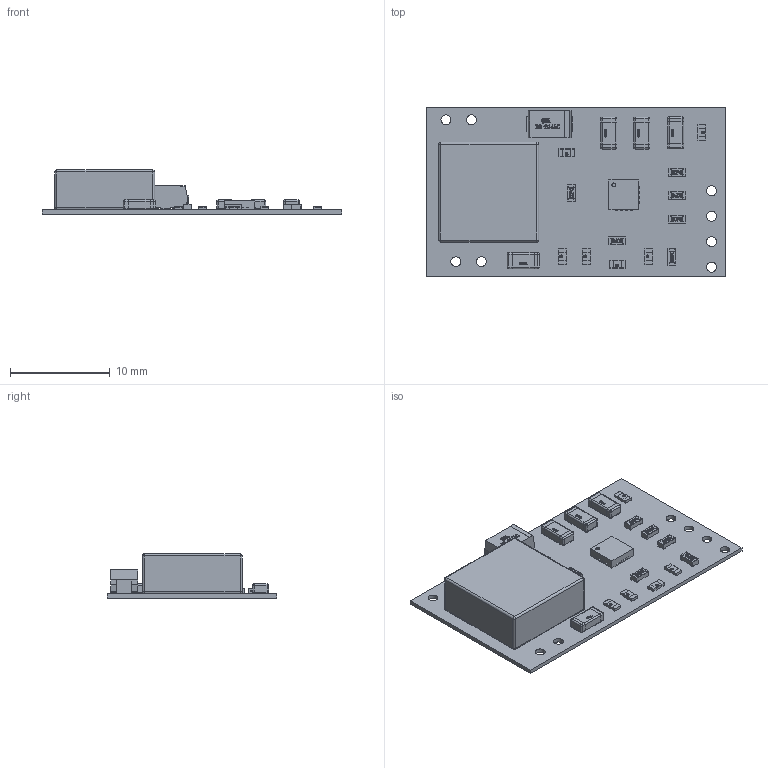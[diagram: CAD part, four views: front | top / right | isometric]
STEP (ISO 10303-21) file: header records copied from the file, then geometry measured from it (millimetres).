
FILE_DESCRIPTION(/* description */ (''),/* implementation_level */ '2;1');
FILE_NAME(/* name */ 'power_module_V20220118 v2.step',/* time_stamp */ '2022-05-13T17:58:21+08:00',/* author */ (''),/* organization */ (''),/* preprocessor_version */ 'ST-DEVELOPER v18.1',/* originating_system */ 'Autodesk Translation Framework v10.14.0.1471',/* authorisation */ '');
FILE_SCHEMA (('AUTOMOTIVE_DESIGN { 1 0 10303 214 3 1 1 }'));
Length unit declared in the file: millimetre
Products named in the file (46): power_module_V20220118; power_module_V20220118.step; C1.step; C2.step; C3.step; C4.step; C5.step; C6.step; C1206.step; C7.step; C8.step; C9.step; C10.step; User_Library-0603_SMD_Capacitor.step; D1.step; DO-214AC.step; R1.step; R2.step; R3.step; R4.step; R5.step; R6.step; User_Library-RES_1609-0603.step; TPS1.step; QFN-16_3x3.step; User_Library-QFN-16_3x3_1.step; User_Library-QFN-16_3x3_2.step; User_Library-QFN-16_3x3_3.step; User_Library-QFN-16_3x3_4.step; User_Library-QFN-16_3x3_5.step; User_Library-QFN-16_3x3_6.step; User_Library-QFN-16_3x3_7.step; User_Library-QFN-16_3x3_8.step; User_Library-QFN-16_3x3_9.step; User_Library-QFN-16_3x3_10.step; User_Library-QFN-16_3x3_11.step; User_Library-QFN-16_3x3_12.step; User_Library-QFN-16_3x3_13.step; User_Library-QFN-16_3x3_14.step; User_Library-QFN-16_3x3_15.step ...
Assembly tree (58 placements, depth 5):
  power_module_V20220118
    power_module_V20220118.step
      C1.step
        User_Library-0603_SMD_Capacitor.step
      C2.step
        C1206.step
      C3.step
        User_Library-0603_SMD_Capacitor.step
      C4.step
        C1206.step
      C5.step
        C1206.step
      C6.step
        C1206.step
      C7.step
        User_Library-0603_SMD_Capacitor.step
      C8.step
        User_Library-0603_SMD_Capacitor.step
      C9.step
        User_Library-0603_SMD_Capacitor.step
      C10.step
        User_Library-0603_SMD_Capacitor.step
      D1.step
        DO-214AC.step
      R1.step
        User_Library-RES_1609-0603.step
      R2.step
        User_Library-RES_1609-0603.step
      R3.step
        User_Library-RES_1609-0603.step
      R4.step
        User_Library-RES_1609-0603.step
      R5.step
        User_Library-RES_1609-0603.step
      R6.step
        User_Library-RES_1609-0603.step
      TPS1.step
        QFN-16_3x3.step
          User_Library-QFN-16_3x3_1.step
          User_Library-QFN-16_3x3_2.step
          User_Library-QFN-16_3x3_3.step
          User_Library-QFN-16_3x3_4.step
          User_Library-QFN-16_3x3_5.step
          User_Library-QFN-16_3x3_6.step
          User_Library-QFN-16_3x3_7.step
          User_Library-QFN-16_3x3_8.step
          User_Library-QFN-16_3x3_9.step
          User_Library-QFN-16_3x3_10.step
          User_Library-QFN-16_3x3_11.step
          User_Library-QFN-16_3x3_12.step
          User_Library-QFN-16_3x3_13.step
          User_Library-QFN-16_3x3_14.step
          User_Library-QFN-16_3x3_15.step
          User_Library-QFN-16_3x3_16.step
          User_Library-QFN-16_3x3_17.step
          User_Library-QFN-16_3x3_18.step
      L1.step
        L1040________10x10x4.step
      Board.step
Bounding box: 30 x 17 x 4.41 mm (x, y, z)
Volume: 667.4 mm3; surface area: 1681 mm2
Topology: 58 solids, 58 shells, 2115 faces, 5311 edges, 3367 vertices
Faces by surface type: plane 1007, bspline 799, cylinder 221, sphere 88
Full cylindrical faces by diameter (mm): 0.4 x1, 0.991 x8
Entity records: 41489 total; most frequent: CARTESIAN_POINT 19810, ORIENTED_EDGE 4706, DIRECTION 3308, EDGE_CURVE 2353, LINE 1614, VECTOR 1614, VERTEX_POINT 1551, EDGE_LOOP 980
